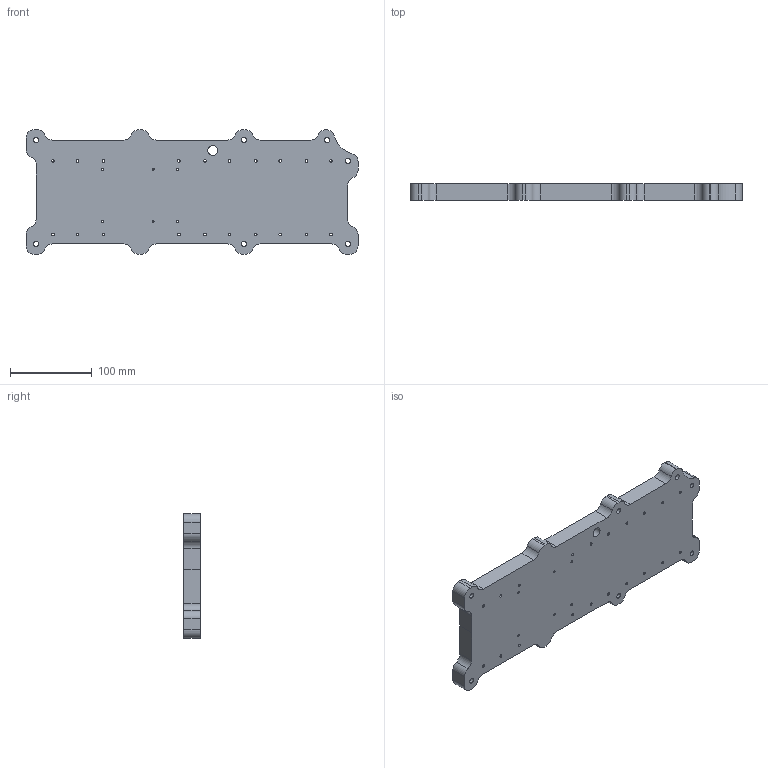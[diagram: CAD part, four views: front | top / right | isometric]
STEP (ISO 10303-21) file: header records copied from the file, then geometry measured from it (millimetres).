
FILE_DESCRIPTION(/* description */ (''),/* implementation_level */ '2;1');
FILE_NAME(/* name */ 'mesoSPIM Launch Heat Sink Block.step',/* time_stamp */ '2019-10-10T18:01:06-07:00',/* author */ (''),/* organization */ (''),/* preprocessor_version */ 'ST-DEVELOPER v18',/* originating_system */ 'Autodesk Translation Framework v8.6.0.1094',/* authorisation */ '');
FILE_SCHEMA (('AUTOMOTIVE_DESIGN { 1 0 10303 214 3 1 1 }'));
Length unit declared in the file: millimetre
Products named in the file (1): NicoLase3600HeatSinkBlock
Bounding box: 406 x 20.37 x 152 mm (x, y, z)
Volume: 1032061.1 mm3; surface area: 137044.8 mm2
Topology: 1 solids, 1 shells, 129 faces, 348 edges, 238 vertices
Faces by surface type: cylinder 89, plane 40
Full cylindrical faces by diameter (mm): 2.529 x8, 3.332 x24, 6.5 x9, 11 x9, 12 x1
Entity records: 4358 total; most frequent: DIRECTION 804, CARTESIAN_POINT 716, ORIENTED_EDGE 696, EDGE_CURVE 348, AXIS2_PLACEMENT_3D 326, VERTEX_POINT 238, EDGE_LOOP 214, CIRCLE 196
